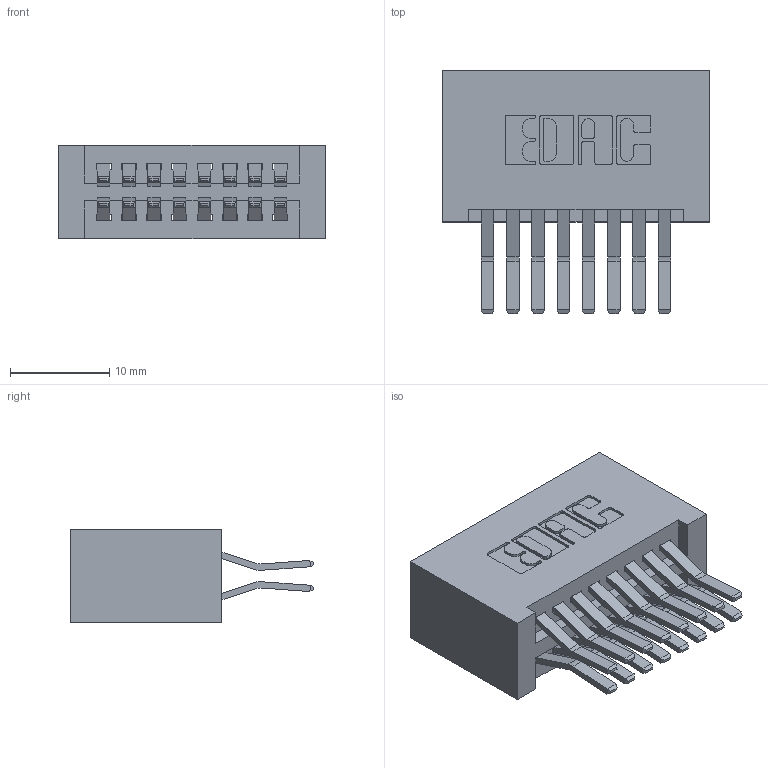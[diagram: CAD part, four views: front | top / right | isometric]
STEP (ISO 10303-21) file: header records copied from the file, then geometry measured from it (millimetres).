
FILE_DESCRIPTION (( 'STEP AP203' ), '1' );
FILE_NAME ('345-016-560-201.STEP', '2018-08-19T02:07:05', ( '' ), ( '' ), 'SwSTEP 2.0', 'SolidWorks 2016', '' );
FILE_SCHEMA (( 'CONFIG_CONTROL_DESIGN' ));
Length unit declared in the file: inch
Products named in the file (3): 345 Part_No Mounting Lugs; 345-292-001_560 Tail; 345-016-560-201
Assembly tree (17 placements, depth 2):
  345-016-560-201
    345 Part_No Mounting Lugs
    345-292-001_560 Tail  x16
Bounding box: 26.92 x 24.45 x 9.4 mm (x, y, z)
Volume: 3172.1 mm3; surface area: 4340 mm2
Topology: 17 solids, 17 shells, 950 faces, 2796 edges, 1842 vertices
Faces by surface type: plane 604, cylinder 346
Entity records: 10665 total; most frequent: CARTESIAN_POINT 1820, ORIENTED_EDGE 1754, DIRECTION 1645, EDGE_CURVE 877, VECTOR 717, LINE 717, VERTEX_POINT 582, AXIS2_PLACEMENT_3D 464
